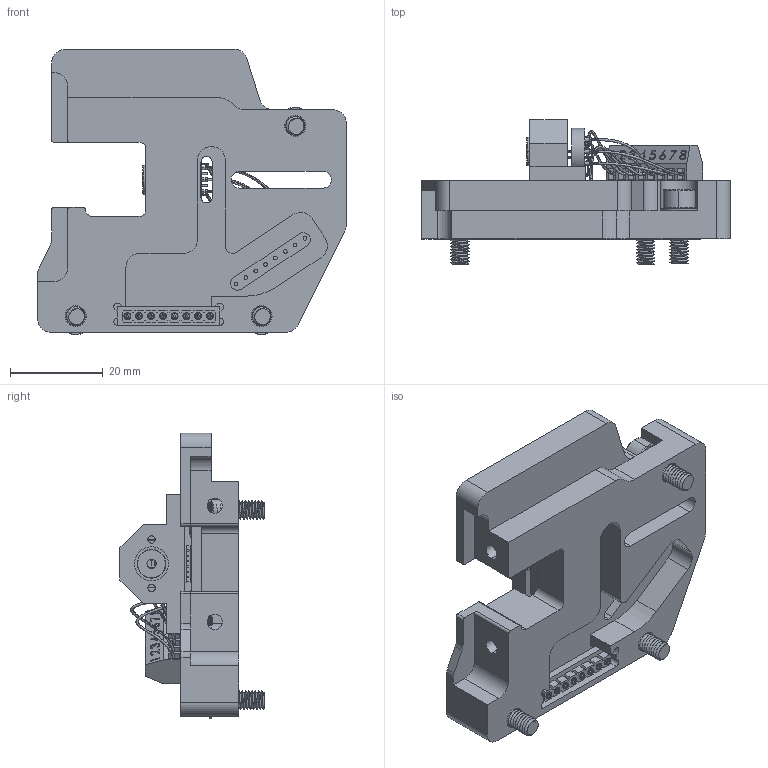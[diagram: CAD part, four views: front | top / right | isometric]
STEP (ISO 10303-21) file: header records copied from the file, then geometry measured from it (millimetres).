
FILE_DESCRIPTION (( 'STEP AP214' ), '1' );
FILE_NAME ('21443-E0W.STEP', '2010-08-12T23:05:51', ( 'User' ), ( 'Thorlabs' ), 'SwSTEP 2.0', 'SolidWorks 2009', '' );
FILE_SCHEMA (( 'AUTOMOTIVE_DESIGN' ));
Length unit declared in the file: millimetre
Products named in the file (1): 21443-E0W
Bounding box: 66.45 x 31 x 61.45 mm (x, y, z)
Surface area: 18135.9 mm2 (no closed solid volume)
Topology: 0 solids, 56 shells, 991 faces, 3645 edges, 2697 vertices
Faces by surface type: cylinder 534, plane 318, torus 48, cone 39, bspline 36, sphere 16
Entity records: 72177 total; most frequent: CARTESIAN_POINT 32422, ORIENTED_EDGE 5798, DIRECTION 5487, EDGE_CURVE 3645, VERTEX_POINT 2697, LINE 1947, VECTOR 1947, AXIS2_PLACEMENT_3D 1770
